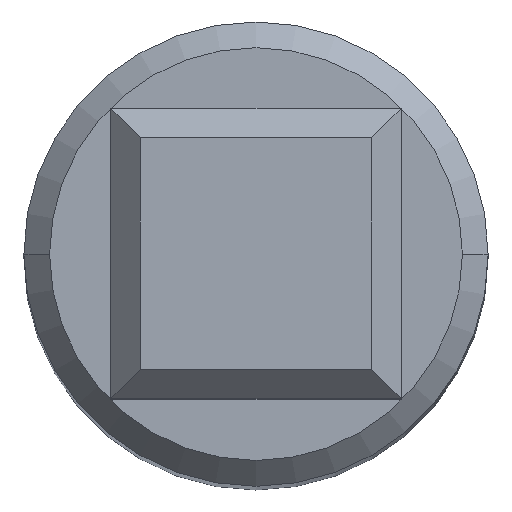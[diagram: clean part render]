
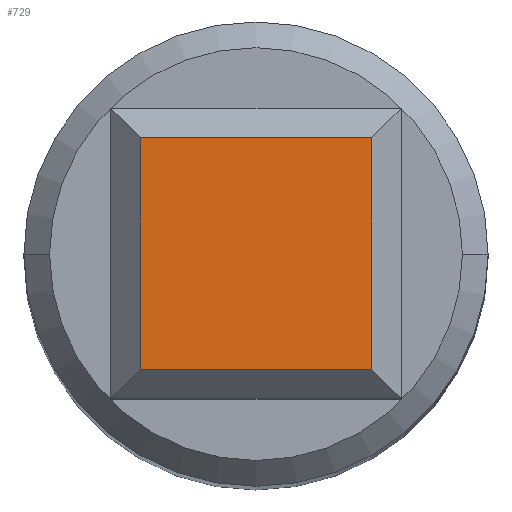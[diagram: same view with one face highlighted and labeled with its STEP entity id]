
A CAD part, top view. The second image highlights one B-rep face of the part: STEP entity #729.
In plain terms, the highlighted planar face has unit normal (0, 0, 1).
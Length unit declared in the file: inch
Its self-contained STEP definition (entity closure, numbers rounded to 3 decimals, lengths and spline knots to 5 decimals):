
#12 = DIRECTION ( 'NONE',  ( 0., 0., -1. ) ) ;
#19 = CARTESIAN_POINT ( 'NONE',  ( 0.02624, -0.05765, 0.40075 ) ) ;
#23 = DIRECTION ( 'NONE',  ( 0., -1., 0. ) ) ;
#39 = EDGE_CURVE ( 'NONE', #922, #1645, #1168, .T. ) ;
#271 = ORIENTED_EDGE ( 'NONE', *, *, #1449, .T. ) ;
#309 = ORIENTED_EDGE ( 'NONE', *, *, #39, .T. ) ;
#335 = CARTESIAN_POINT ( 'NONE',  ( 0.02624, -0.13608, 0.40075 ) ) ;
#407 = DIRECTION ( 'NONE',  ( -1., 0., 0. ) ) ;
#441 = CARTESIAN_POINT ( 'NONE',  ( 0.06545, -0.09686, 0.40075 ) ) ;
#472 = AXIS2_PLACEMENT_3D ( 'NONE', #441, #12, #983 ) ;
#510 = VECTOR ( 'NONE', #1202, 39.37008 ) ;
#532 = EDGE_CURVE ( 'NONE', #763, #922, #798, .T. ) ;
#612 = VERTEX_POINT ( 'NONE', #335 ) ;
#729 = ADVANCED_FACE ( 'NONE', ( #1431 ), #1170, .F. ) ;
#731 = CARTESIAN_POINT ( 'NONE',  ( 0.02624, -0.09686, 0.40075 ) ) ;
#763 = VERTEX_POINT ( 'NONE', #891 ) ;
#784 = ORIENTED_EDGE ( 'NONE', *, *, #532, .T. ) ;
#798 = LINE ( 'NONE', #1000, #1299 ) ;
#891 = CARTESIAN_POINT ( 'NONE',  ( 0.10467, -0.13608, 0.40075 ) ) ;
#922 = VERTEX_POINT ( 'NONE', #1655 ) ;
#983 = DIRECTION ( 'NONE',  ( -1., 0., 0. ) ) ;
#1000 = CARTESIAN_POINT ( 'NONE',  ( 0.10467, -0.09686, 0.40075 ) ) ;
#1035 = LINE ( 'NONE', #731, #1667 ) ;
#1105 = CARTESIAN_POINT ( 'NONE',  ( 0.06545, -0.05765, 0.40075 ) ) ;
#1122 = VECTOR ( 'NONE', #407, 39.37008 ) ;
#1168 = LINE ( 'NONE', #1105, #1122 ) ;
#1170 = PLANE ( 'NONE',  #472 ) ;
#1202 = DIRECTION ( 'NONE',  ( 1., 0., 0. ) ) ;
#1299 = VECTOR ( 'NONE', #1738, 39.37008 ) ;
#1304 = EDGE_LOOP ( 'NONE', ( #1746, #271, #784, #309 ) ) ;
#1431 = FACE_OUTER_BOUND ( 'NONE', #1304, .T. ) ;
#1449 = EDGE_CURVE ( 'NONE', #612, #763, #1748, .T. ) ;
#1481 = CARTESIAN_POINT ( 'NONE',  ( 0.06545, -0.13608, 0.40075 ) ) ;
#1645 = VERTEX_POINT ( 'NONE', #19 ) ;
#1647 = EDGE_CURVE ( 'NONE', #1645, #612, #1035, .T. ) ;
#1655 = CARTESIAN_POINT ( 'NONE',  ( 0.10467, -0.05765, 0.40075 ) ) ;
#1667 = VECTOR ( 'NONE', #23, 39.37008 ) ;
#1738 = DIRECTION ( 'NONE',  ( 0., 1., 0. ) ) ;
#1746 = ORIENTED_EDGE ( 'NONE', *, *, #1647, .T. ) ;
#1748 = LINE ( 'NONE', #1481, #510 ) ;
